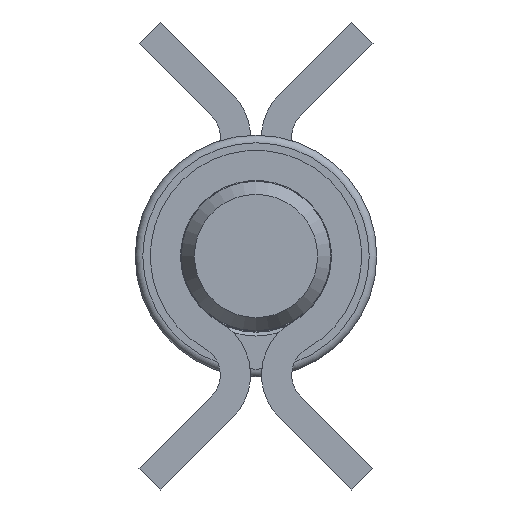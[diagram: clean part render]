
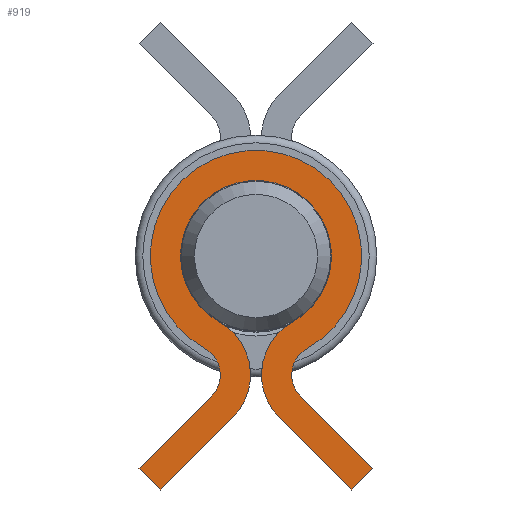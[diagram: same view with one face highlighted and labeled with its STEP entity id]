
A CAD part, front view. The second image highlights one B-rep face of the part: STEP entity #919.
In plain terms, the highlighted face is planar.
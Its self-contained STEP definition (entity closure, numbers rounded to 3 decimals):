
#84=LINE('',#1523,#147);
#88=LINE('',#1530,#151);
#91=LINE('',#1536,#154);
#97=LINE('',#1560,#160);
#100=LINE('',#1566,#163);
#103=LINE('',#1572,#166);
#147=VECTOR('',#1211,10.);
#151=VECTOR('',#1217,10.);
#154=VECTOR('',#1222,10.);
#160=VECTOR('',#1248,10.);
#163=VECTOR('',#1253,10.);
#166=VECTOR('',#1258,10.);
#230=FACE_OUTER_BOUND('',#283,.T.);
#283=EDGE_LOOP('',(#691,#692,#693,#694,#695,#696,#697,#698,#699,#700,#701,
#702));
#334=CIRCLE('',#1058,8.);
#336=CIRCLE('',#1061,10.);
#338=CIRCLE('',#1064,8.);
#340=CIRCLE('',#1070,4.);
#342=CIRCLE('',#1073,14.);
#344=CIRCLE('',#1076,4.);
#401=VERTEX_POINT('',#1520);
#402=VERTEX_POINT('',#1522);
#404=VERTEX_POINT('',#1528);
#406=VERTEX_POINT('',#1534);
#408=VERTEX_POINT('',#1540);
#410=VERTEX_POINT('',#1546);
#412=VERTEX_POINT('',#1552);
#414=VERTEX_POINT('',#1558);
#416=VERTEX_POINT('',#1564);
#418=VERTEX_POINT('',#1570);
#420=VERTEX_POINT('',#1576);
#422=VERTEX_POINT('',#1582);
#497=EDGE_CURVE('',#401,#402,#84,.T.);
#501=EDGE_CURVE('',#404,#401,#88,.T.);
#504=EDGE_CURVE('',#406,#404,#91,.T.);
#507=EDGE_CURVE('',#408,#406,#334,.T.);
#510=EDGE_CURVE('',#410,#408,#336,.T.);
#513=EDGE_CURVE('',#412,#410,#338,.T.);
#516=EDGE_CURVE('',#414,#412,#97,.T.);
#519=EDGE_CURVE('',#416,#414,#100,.T.);
#522=EDGE_CURVE('',#418,#416,#103,.T.);
#525=EDGE_CURVE('',#420,#418,#340,.T.);
#528=EDGE_CURVE('',#422,#420,#342,.T.);
#530=EDGE_CURVE('',#402,#422,#344,.T.);
#691=ORIENTED_EDGE('',*,*,#530,.F.);
#692=ORIENTED_EDGE('',*,*,#497,.F.);
#693=ORIENTED_EDGE('',*,*,#501,.F.);
#694=ORIENTED_EDGE('',*,*,#504,.F.);
#695=ORIENTED_EDGE('',*,*,#507,.F.);
#696=ORIENTED_EDGE('',*,*,#510,.F.);
#697=ORIENTED_EDGE('',*,*,#513,.F.);
#698=ORIENTED_EDGE('',*,*,#516,.F.);
#699=ORIENTED_EDGE('',*,*,#519,.F.);
#700=ORIENTED_EDGE('',*,*,#522,.F.);
#701=ORIENTED_EDGE('',*,*,#525,.F.);
#702=ORIENTED_EDGE('',*,*,#528,.F.);
#884=PLANE('',#1077);
#919=ADVANCED_FACE('',(#230),#884,.F.);
#1058=AXIS2_PLACEMENT_3D('',#1542,#1228,#1229);
#1061=AXIS2_PLACEMENT_3D('',#1548,#1235,#1236);
#1064=AXIS2_PLACEMENT_3D('',#1554,#1242,#1243);
#1070=AXIS2_PLACEMENT_3D('',#1578,#1264,#1265);
#1073=AXIS2_PLACEMENT_3D('',#1584,#1271,#1272);
#1076=AXIS2_PLACEMENT_3D('',#1587,#1277,#1278);
#1077=AXIS2_PLACEMENT_3D('',#1588,#1279,#1280);
#1211=DIRECTION('',(-0.707,-0.707,0.));
#1217=DIRECTION('',(-0.707,0.707,0.));
#1222=DIRECTION('',(0.707,0.707,0.));
#1228=DIRECTION('center_axis',(0.,0.,1.));
#1229=DIRECTION('ref_axis',(-0.875,-0.485,0.));
#1235=DIRECTION('center_axis',(0.,0.,-1.));
#1236=DIRECTION('ref_axis',(-0.875,-0.485,0.));
#1242=DIRECTION('center_axis',(0.,0.,1.));
#1243=DIRECTION('ref_axis',(0.707,0.707,0.));
#1248=DIRECTION('',(-0.707,0.707,0.));
#1253=DIRECTION('',(0.707,0.707,0.));
#1258=DIRECTION('',(0.707,-0.707,0.));
#1264=DIRECTION('center_axis',(0.,0.,-1.));
#1265=DIRECTION('ref_axis',(-0.707,-0.707,0.));
#1271=DIRECTION('center_axis',(0.,0.,1.));
#1272=DIRECTION('ref_axis',(0.875,0.485,0.));
#1277=DIRECTION('center_axis',(0.,0.,-1.));
#1278=DIRECTION('ref_axis',(0.875,0.485,0.));
#1279=DIRECTION('center_axis',(0.,0.,1.));
#1280=DIRECTION('ref_axis',(1.,0.,0.));
#1520=CARTESIAN_POINT('',(28.172,15.5,0.));
#1522=CARTESIAN_POINT('',(18.571,5.899,0.));
#1523=CARTESIAN_POINT('',(28.172,15.5,0.));
#1528=CARTESIAN_POINT('',(31.,12.672,0.));
#1530=CARTESIAN_POINT('',(31.,12.672,0.));
#1534=CARTESIAN_POINT('',(21.399,3.071,0.));
#1536=CARTESIAN_POINT('',(21.399,3.071,0.));
#1540=CARTESIAN_POINT('',(8.746,4.849,0.));
#1542=CARTESIAN_POINT('Origin',(15.742,8.728,0.));
#1546=CARTESIAN_POINT('',(8.746,-4.849,0.));
#1548=CARTESIAN_POINT('Origin',(0.,0.,0.));
#1552=CARTESIAN_POINT('',(21.399,-3.071,0.));
#1554=CARTESIAN_POINT('Origin',(15.742,-8.728,0.));
#1558=CARTESIAN_POINT('',(31.,-12.672,0.));
#1560=CARTESIAN_POINT('',(31.,-12.672,0.));
#1564=CARTESIAN_POINT('',(28.172,-15.5,0.));
#1566=CARTESIAN_POINT('',(28.172,-15.5,0.));
#1570=CARTESIAN_POINT('',(18.571,-5.899,0.));
#1572=CARTESIAN_POINT('',(18.571,-5.899,0.));
#1576=CARTESIAN_POINT('',(12.244,-6.788,0.));
#1578=CARTESIAN_POINT('Origin',(15.742,-8.728,0.));
#1582=CARTESIAN_POINT('',(12.244,6.788,0.));
#1584=CARTESIAN_POINT('Origin',(0.,0.,0.));
#1587=CARTESIAN_POINT('Origin',(15.742,8.728,0.));
#1588=CARTESIAN_POINT('Origin',(9.075,0.,
0.));
